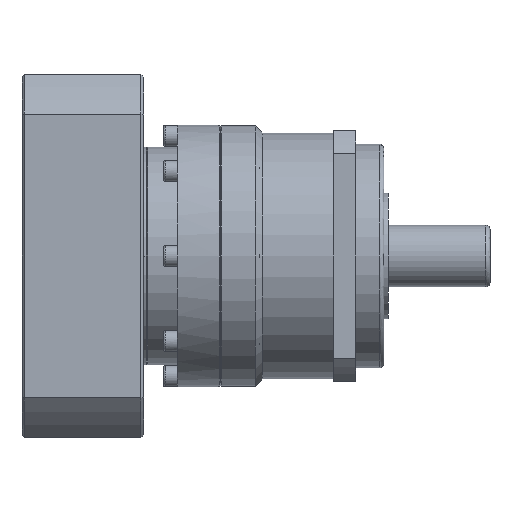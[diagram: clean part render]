
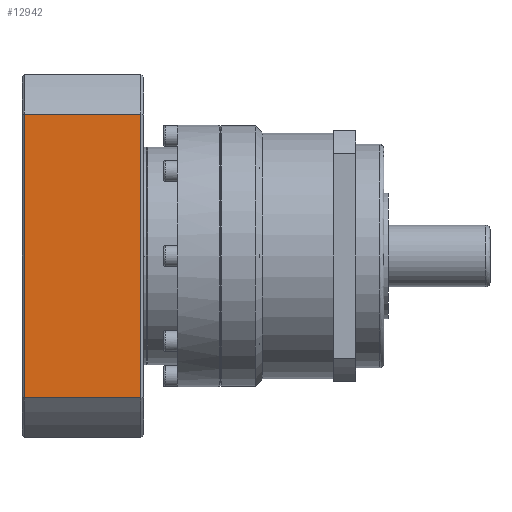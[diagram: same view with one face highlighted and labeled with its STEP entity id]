
A CAD part, front view. The second image highlights one B-rep face of the part: STEP entity #12942.
In plain terms, the highlighted face is planar.
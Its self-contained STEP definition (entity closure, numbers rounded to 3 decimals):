
#21 = AXIS2_PLACEMENT_3D ( 'NONE', #16226, #7539, #17646 ) ;
#25 = EDGE_CURVE ( 'NONE', #13998, #2921, #16579, .T. ) ;
#690 = CARTESIAN_POINT ( 'NONE',  ( -65., -50.806, 4.5 ) ) ;
#849 = VERTEX_POINT ( 'NONE', #690 ) ;
#1023 = VERTEX_POINT ( 'NONE', #12385 ) ;
#2031 = VECTOR ( 'NONE', #16478, 1000. ) ;
#2323 = ORIENTED_EDGE ( 'NONE', *, *, #14995, .F. ) ;
#2685 = PLANE ( 'NONE',  #21 ) ;
#2921 = VERTEX_POINT ( 'NONE', #3734 ) ;
#3514 = EDGE_CURVE ( 'NONE', #849, #1023, #10012, .T. ) ;
#3734 = CARTESIAN_POINT ( 'NONE',  ( -65., -50.806, 46.2 ) ) ;
#3963 = DIRECTION ( 'NONE',  ( 0., 0., -1. ) ) ;
#4277 = LINE ( 'NONE', #16868, #15551 ) ;
#7539 = DIRECTION ( 'NONE',  ( 1., 0., 0. ) ) ;
#8665 = VECTOR ( 'NONE', #3963, 1000. ) ;
#8911 = VECTOR ( 'NONE', #9997, 1000. ) ;
#9167 = EDGE_CURVE ( 'NONE', #2921, #849, #12598, .T. ) ;
#9186 = ORIENTED_EDGE ( 'NONE', *, *, #9167, .F. ) ;
#9997 = DIRECTION ( 'NONE',  ( 0., -1., 0. ) ) ;
#10012 = LINE ( 'NONE', #14959, #2031 ) ;
#10064 = CARTESIAN_POINT ( 'NONE',  ( -65., 50.806, 46.2 ) ) ;
#12385 = CARTESIAN_POINT ( 'NONE',  ( -65., 50.806, 4.5 ) ) ;
#12588 = CARTESIAN_POINT ( 'NONE',  ( -65., 50.806, 46.2 ) ) ;
#12598 = LINE ( 'NONE', #12895, #8665 ) ;
#12895 = CARTESIAN_POINT ( 'NONE',  ( -65., -50.806, 0. ) ) ;
#12942 = ADVANCED_FACE ( 'NONE', ( #17231 ), #2685, .F. ) ;
#13970 = ORIENTED_EDGE ( 'NONE', *, *, #3514, .F. ) ;
#13998 = VERTEX_POINT ( 'NONE', #12588 ) ;
#14016 = DIRECTION ( 'NONE',  ( 0., 0., 1. ) ) ;
#14302 = EDGE_LOOP ( 'NONE', ( #9186, #16115, #2323, #13970 ) ) ;
#14959 = CARTESIAN_POINT ( 'NONE',  ( -65., 25.403, 4.5 ) ) ;
#14995 = EDGE_CURVE ( 'NONE', #1023, #13998, #4277, .T. ) ;
#15551 = VECTOR ( 'NONE', #14016, 1000. ) ;
#16115 = ORIENTED_EDGE ( 'NONE', *, *, #25, .F. ) ;
#16226 = CARTESIAN_POINT ( 'NONE',  ( -65., 50.806, 47. ) ) ;
#16478 = DIRECTION ( 'NONE',  ( 0., 1., 0. ) ) ;
#16579 = LINE ( 'NONE', #10064, #8911 ) ;
#16868 = CARTESIAN_POINT ( 'NONE',  ( -65., 50.806, 47. ) ) ;
#17231 = FACE_OUTER_BOUND ( 'NONE', #14302, .T. ) ;
#17646 = DIRECTION ( 'NONE',  ( 0., 1., 0. ) ) ;
